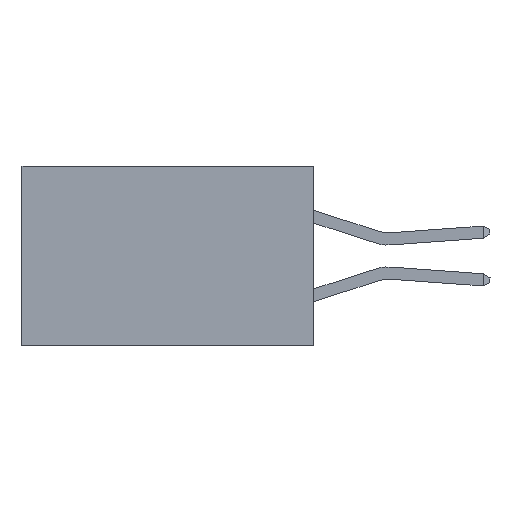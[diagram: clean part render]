
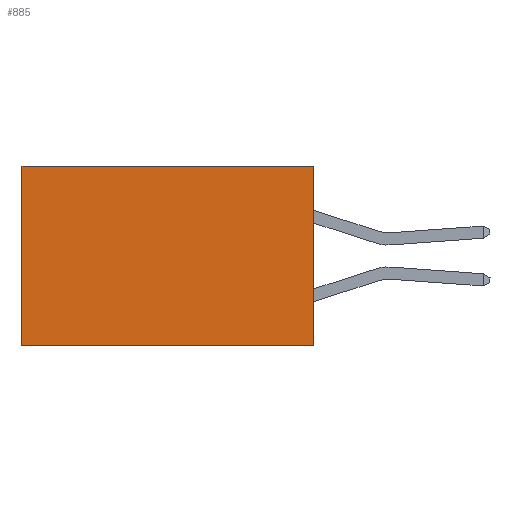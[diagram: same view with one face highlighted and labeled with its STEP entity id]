
A CAD part, left-side view. The second image highlights one B-rep face of the part: STEP entity #885.
In plain terms, the highlighted planar face has unit normal (-1, 0, 0).
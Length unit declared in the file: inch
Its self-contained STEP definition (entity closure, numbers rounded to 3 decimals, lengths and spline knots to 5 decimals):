
#505 = LINE ( 'NONE', #7653, #6868 ) ;
#583 = LINE ( 'NONE', #12365, #1002 ) ;
#885 = ADVANCED_FACE ( 'NONE', ( #10681 ), #8271, .F. ) ;
#1002 = VECTOR ( 'NONE', #5189, 39.37008 ) ;
#1206 = EDGE_CURVE ( 'NONE', #11240, #2736, #5443, .T. ) ;
#1350 = EDGE_CURVE ( 'NONE', #11240, #12506, #505, .T. ) ;
#1651 = VECTOR ( 'NONE', #12349, 39.37008 ) ;
#2412 = EDGE_CURVE ( 'NONE', #12506, #7491, #12991, .T. ) ;
#2736 = VERTEX_POINT ( 'NONE', #11625 ) ;
#2948 = CARTESIAN_POINT ( 'NONE',  ( 0.2875, 0., -0.37 ) ) ;
#3112 = EDGE_CURVE ( 'NONE', #2736, #7491, #583, .T. ) ;
#3696 = DIRECTION ( 'NONE',  ( 0., 0., -1. ) ) ;
#5094 = VECTOR ( 'NONE', #11126, 39.37008 ) ;
#5189 = DIRECTION ( 'NONE',  ( 0., 0., -1. ) ) ;
#5443 = LINE ( 'NONE', #10729, #5094 ) ;
#5757 = AXIS2_PLACEMENT_3D ( 'NONE', #12359, #13653, #13731 ) ;
#6359 = CARTESIAN_POINT ( 'NONE',  ( 0.2875, 0., -0.37 ) ) ;
#6762 = ORIENTED_EDGE ( 'NONE', *, *, #1350, .F. ) ;
#6820 = ORIENTED_EDGE ( 'NONE', *, *, #1206, .T. ) ;
#6868 = VECTOR ( 'NONE', #3696, 39.37008 ) ;
#6951 = CARTESIAN_POINT ( 'NONE',  ( 0.2875, 0., 0. ) ) ;
#7252 = ORIENTED_EDGE ( 'NONE', *, *, #2412, .F. ) ;
#7491 = VERTEX_POINT ( 'NONE', #10835 ) ;
#7653 = CARTESIAN_POINT ( 'NONE',  ( 0.2875, 0., 0. ) ) ;
#8271 = PLANE ( 'NONE',  #5757 ) ;
#10066 = ORIENTED_EDGE ( 'NONE', *, *, #3112, .T. ) ;
#10681 = FACE_OUTER_BOUND ( 'NONE', #11408, .T. ) ;
#10729 = CARTESIAN_POINT ( 'NONE',  ( 0.2875, 0., 0. ) ) ;
#10835 = CARTESIAN_POINT ( 'NONE',  ( 0.2875, 0.6, -0.37 ) ) ;
#11126 = DIRECTION ( 'NONE',  ( 0., 1., 0. ) ) ;
#11240 = VERTEX_POINT ( 'NONE', #6951 ) ;
#11408 = EDGE_LOOP ( 'NONE', ( #10066, #7252, #6762, #6820 ) ) ;
#11625 = CARTESIAN_POINT ( 'NONE',  ( 0.2875, 0.6, 0. ) ) ;
#12349 = DIRECTION ( 'NONE',  ( 0., 1., 0. ) ) ;
#12359 = CARTESIAN_POINT ( 'NONE',  ( 0.2875, 0., 0. ) ) ;
#12365 = CARTESIAN_POINT ( 'NONE',  ( 0.2875, 0.6, 0. ) ) ;
#12506 = VERTEX_POINT ( 'NONE', #2948 ) ;
#12991 = LINE ( 'NONE', #6359, #1651 ) ;
#13653 = DIRECTION ( 'NONE',  ( 1., 0., 0. ) ) ;
#13731 = DIRECTION ( 'NONE',  ( 0., 0., -1. ) ) ;
